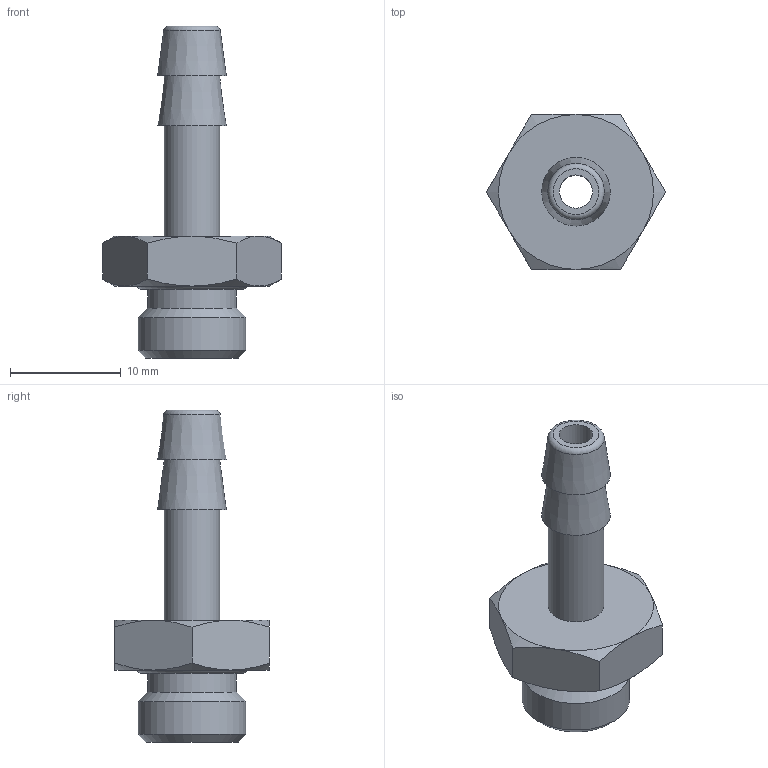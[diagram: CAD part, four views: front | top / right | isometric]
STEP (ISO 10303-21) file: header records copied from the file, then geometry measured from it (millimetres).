
FILE_DESCRIPTION(( 'RA.30A06.18.STP' ), '1');
FILE_NAME( 'RA.30A06.18.STP', '2018-11-09T15:47:30',( 'Sopra'),('sopra-pneumatic.com'), 'SwSTEP 2.0','SolidWorks 2009','' );
FILE_SCHEMA (('AUTOMOTIVE_DESIGN { 1 0 10303 214 1 1 1 1 }'));
Length unit declared in the file: millimetre
Products named in the file (3): Root; ROTATIONSTEIL_0; OR 8x1
Assembly tree (2 placements, depth 2):
  Root
    ROTATIONSTEIL_0
    OR 8x1
Bounding box: 16.17 x 14 x 30 mm (x, y, z)
Volume: 1215.7 mm3; surface area: 1524.5 mm2
Topology: 2 solids, 2 shells, 39 faces, 83 edges, 50 vertices
Faces by surface type: cone 19, plane 12, cylinder 5, torus 3
Full cylindrical faces by diameter (mm): 3 x1, 5 x1, 5.5 x1, 8 x1, 9.728 x1
Entity records: 1600 total; most frequent: DIRECTION 202, CARTESIAN_POINT 147, PRESENTATION_STYLE_ASSIGNMENT 124, COLOUR_RGB 124, DRAUGHTING_PRE_DEFINED_CURVE_FONT 122, CURVE_STYLE 122, OVER_RIDING_STYLED_ITEM 122, ORIENTED_EDGE 122
